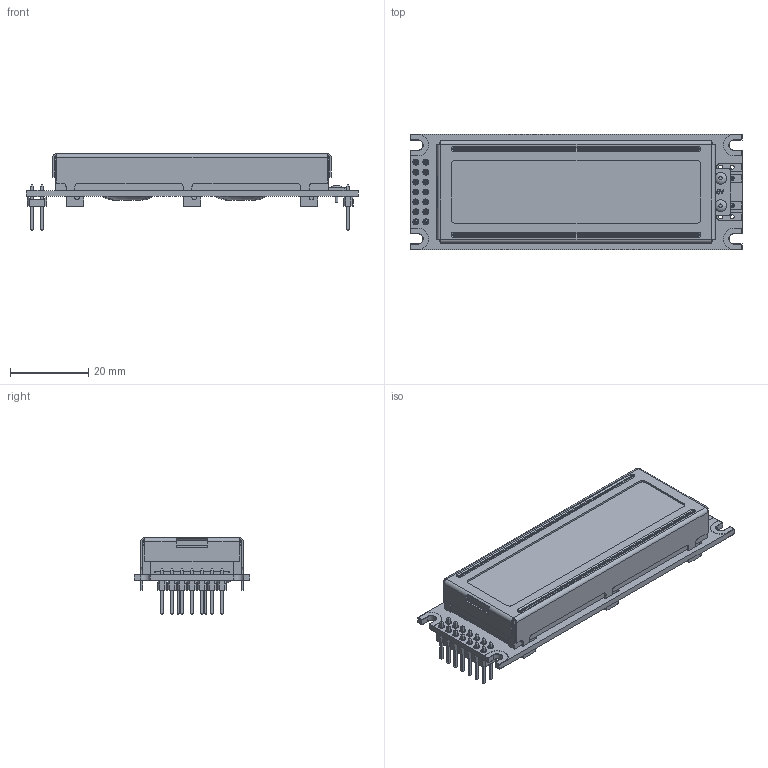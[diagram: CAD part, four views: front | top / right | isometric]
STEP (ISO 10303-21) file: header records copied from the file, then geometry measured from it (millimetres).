
FILE_DESCRIPTION(/* description */ (''),/* implementation_level */ '2;1');
FILE_NAME(/* name */ 'LCD1602_DV-16230-S2F - assembly-pin.stp',/* time_stamp */ '2020-07-03T17:17:39+04:00',/* author */ (''),/* organization */ (''),/* preprocessor_version */ 'ST-DEVELOPER v16.7',/* originating_system */ 'SIEMENS PLM Software NX 1904',/* authorisation */ '');
FILE_SCHEMA (('AUTOMOTIVE_DESIGN { 1 0 10303 214 3 1 1 1 }'));
Length unit declared in the file: millimetre
Products named in the file (10): NONE113; NONE49; NONE113113; NONE4949; LCD1602_DV-16230-S2F - экран; LCD1602_DV-16230-S2F - корпус 
экрана; LCD1602_DV-16230-S2F - основание; Pin - DS1021-2x7SF11; Pin - DS1021-1x1SF11; LCD1602_DV-16230-S2F - assembly-pin
Assembly tree (23 placements, depth 3):
  LCD1602_DV-16230-S2F - assembly-pin
    LCD1602_DV-16230-S2F - основание
    LCD1602_DV-16230-S2F - корпус 
экрана
    LCD1602_DV-16230-S2F - экран
    Pin - DS1021-1x1SF11  x2
      NONE4949
      NONE113113
    Pin - DS1021-2x7SF11
      NONE49
      NONE113  x14
Bounding box: 85 x 29.5 x 19.6 mm (x, y, z)
Volume: 17715.5 mm3; surface area: 34234.5 mm2
Topology: 109 solids, 109 shells, 1168 faces, 2588 edges, 1640 vertices
Faces by surface type: plane 822, cylinder 304, bspline 22, torus 16, extrusion 4
Full cylindrical faces by diameter (mm): 0.7 x2, 0.99 x22, 1 x90, 1.5 x28
Entity records: 27307 total; most frequent: CARTESIAN_POINT 5076, DIRECTION 4512, ORIENTED_EDGE 3952, EDGE_CURVE 1976, AXIS2_PLACEMENT_3D 1620, VERTEX_POINT 1364, EDGE_LOOP 1296, VECTOR 1272
